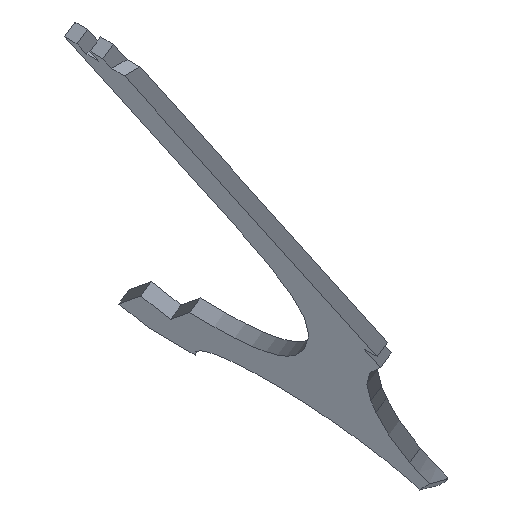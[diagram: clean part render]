
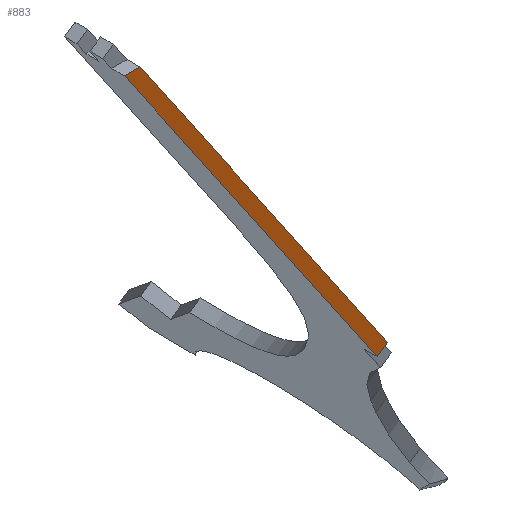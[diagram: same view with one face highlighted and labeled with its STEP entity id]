
A CAD part, isometric view. The second image highlights one B-rep face of the part: STEP entity #883.
In plain terms, the highlighted planar face has unit normal (0, -1, 0).
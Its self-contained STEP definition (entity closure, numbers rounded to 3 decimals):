
#1 = VERTEX_POINT ( 'NONE', #824 ) ;
#118 = ORIENTED_EDGE ( 'NONE', *, *, #657, .F. ) ;
#120 = ORIENTED_EDGE ( 'NONE', *, *, #866, .T. ) ;
#121 = ORIENTED_EDGE ( 'NONE', *, *, #658, .T. ) ;
#122 = ORIENTED_EDGE ( 'NONE', *, *, #688, .F. ) ;
#151 = VERTEX_POINT ( 'NONE', #815 ) ;
#175 = VERTEX_POINT ( 'NONE', #783 ) ;
#178 = VERTEX_POINT ( 'NONE', #779 ) ;
#212 = EDGE_LOOP ( 'NONE', ( #122, #121, #120, #118 ) ) ;
#315 = LINE ( 'NONE', #522, #976 ) ;
#316 = LINE ( 'NONE', #500, #948 ) ;
#334 = LINE ( 'NONE', #458, #966 ) ;
#341 = LINE ( 'NONE', #592, #974 ) ;
#356 = FACE_OUTER_BOUND ( 'NONE', #212, .T. ) ;
#458 = CARTESIAN_POINT ( 'NONE',  ( -614.474, -158.032, -74.296 ) ) ;
#462 = CARTESIAN_POINT ( 'NONE',  ( -614.474, -158.032, -64.296 ) ) ;
#465 = PLANE ( 'NONE',  #915 ) ;
#500 = CARTESIAN_POINT ( 'NONE',  ( -614.474, -158.032, -64.296 ) ) ;
#522 = CARTESIAN_POINT ( 'NONE',  ( -606.219, -158.032, -58.651 ) ) ;
#524 = DIRECTION ( 'NONE',  ( 0.564, 0., -0.825 ) ) ;
#536 = DIRECTION ( 'NONE',  ( 0.825, 0., 0.564 ) ) ;
#547 = DIRECTION ( 'NONE',  ( -0.825, 0., -0.564 ) ) ;
#548 = DIRECTION ( 'NONE',  ( 1., 0., 0. ) ) ;
#552 = DIRECTION ( 'NONE',  ( 0., 1., 0. ) ) ;
#592 = CARTESIAN_POINT ( 'NONE',  ( -410.953, -158.032, -361.934 ) ) ;
#619 = DIRECTION ( 'NONE',  ( 0.564, 0., -0.825 ) ) ;
#657 = EDGE_CURVE ( 'NONE', #1, #151, #315, .T. ) ;
#658 = EDGE_CURVE ( 'NONE', #178, #175, #316, .T. ) ;
#688 = EDGE_CURVE ( 'NONE', #178, #1, #334, .T. ) ;
#779 = CARTESIAN_POINT ( 'NONE',  ( -607.636, -158.032, -74.296 ) ) ;
#783 = CARTESIAN_POINT ( 'NONE',  ( -410.953, -158.032, -361.934 ) ) ;
#815 = CARTESIAN_POINT ( 'NONE',  ( -402.698, -158.032, -356.29 ) ) ;
#824 = CARTESIAN_POINT ( 'NONE',  ( -595.521, -158.032, -74.296 ) ) ;
#866 = EDGE_CURVE ( 'NONE', #175, #151, #341, .T. ) ;
#883 = ADVANCED_FACE ( 'NONE', ( #356 ), #465, .F. ) ;
#915 = AXIS2_PLACEMENT_3D ( 'NONE', #462, #552, #547 ) ;
#948 = VECTOR ( 'NONE', #524, 1000. ) ;
#966 = VECTOR ( 'NONE', #548, 1000. ) ;
#974 = VECTOR ( 'NONE', #536, 1000. ) ;
#976 = VECTOR ( 'NONE', #619, 1000. ) ;
